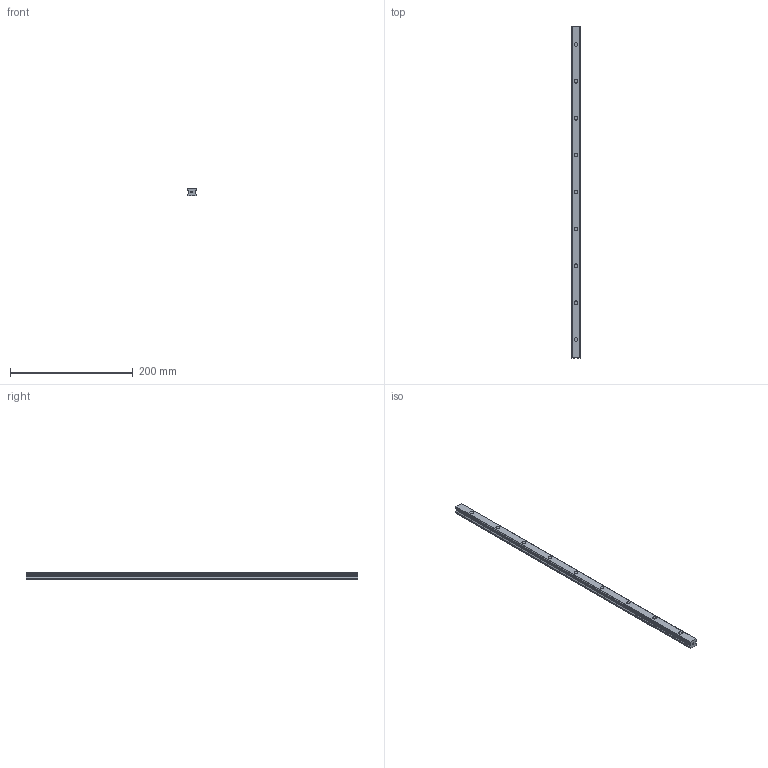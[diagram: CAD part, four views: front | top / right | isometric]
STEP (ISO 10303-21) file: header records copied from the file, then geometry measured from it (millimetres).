
FILE_DESCRIPTION(('STEP AP214'),'1');
FILE_NAME('cctmp_E4625535-4DE0-4012-862F-63E70B5A5DEE_2021_01_11_23_42_46_0831..stp','2021-01-11T22:42:46',('HIWIN GmbH'),('CADClick - www.CADClick.com'),'Spatial InterOp 3D',' ','unknown authorization');
FILE_SCHEMA(('AUTOMOTIVE_DESIGN'));
Length unit declared in the file: millimetre
Products named in the file (1): EGR15R540H_FILE
Bounding box: 15 x 540 x 12.5 mm (x, y, z)
Volume: 87234.4 mm3; surface area: 32522 mm2
Topology: 1 solids, 1 shells, 184 faces, 453 edges, 302 vertices
Faces by surface type: plane 112, cylinder 72
Entity records: 6957 total; most frequent: DIRECTION 967, CARTESIAN_POINT 940, ORIENTED_EDGE 906, EDGE_CURVE 453, AXIS2_PLACEMENT_3D 329, LINE 309, VECTOR 309, VERTEX_POINT 302
